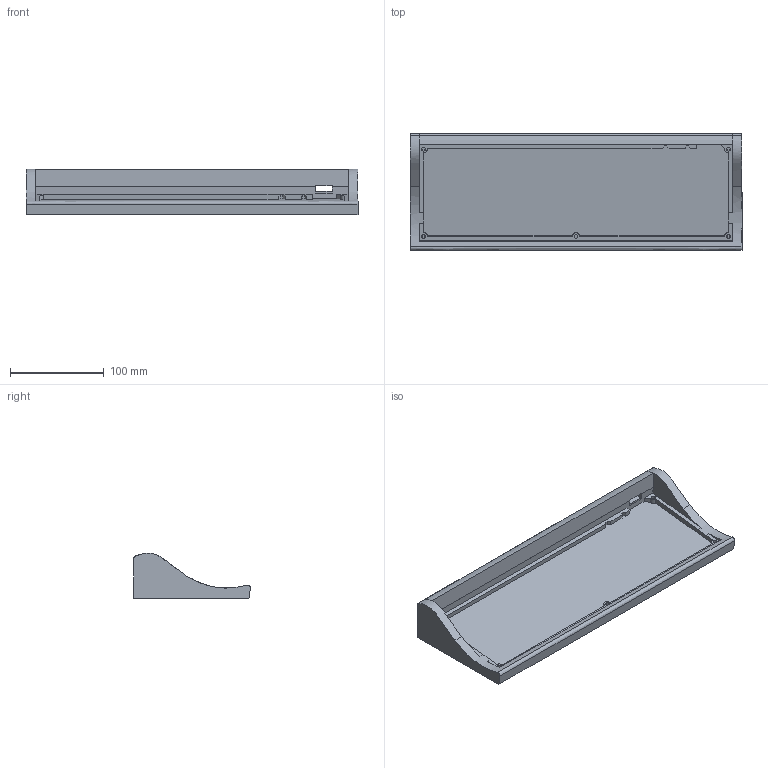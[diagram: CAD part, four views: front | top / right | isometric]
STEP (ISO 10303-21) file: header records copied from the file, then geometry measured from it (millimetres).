
FILE_DESCRIPTION(/* description */ (''),/* implementation_level */ '2;1');
FILE_NAME(/* name */ 'Keyboard_Assembled v18.step',/* time_stamp */ '2025-07-31T21:04:13-05:00',/* author */ (''),/* organization */ (''),/* preprocessor_version */ 'ST-DEVELOPER v20.1',/* originating_system */ 'Autodesk Translation Framework v14.10.0.0',/* authorisation */ '');
FILE_SCHEMA (('AUTOMOTIVE_DESIGN { 1 0 10303 214 3 1 1 }'));
Length unit declared in the file: millimetre
Products named in the file (2): Keyboard_Assembled; Base
Assembly tree (1 placements, depth 2):
  Keyboard_Assembled
    Base
Bounding box: 355 x 124.63 x 48.7 mm (x, y, z)
Volume: 666541.2 mm3; surface area: 133406.3 mm2
Topology: 1 solids, 1 shells, 63 faces, 170 edges, 112 vertices
Faces by surface type: plane 45, cylinder 10, bspline 8
Full cylindrical faces by diameter (mm): 4 x5
Entity records: 2434 total; most frequent: CARTESIAN_POINT 841, ORIENTED_EDGE 340, DIRECTION 277, EDGE_CURVE 170, LINE 117, VECTOR 117, VERTEX_POINT 112, AXIS2_PLACEMENT_3D 80
